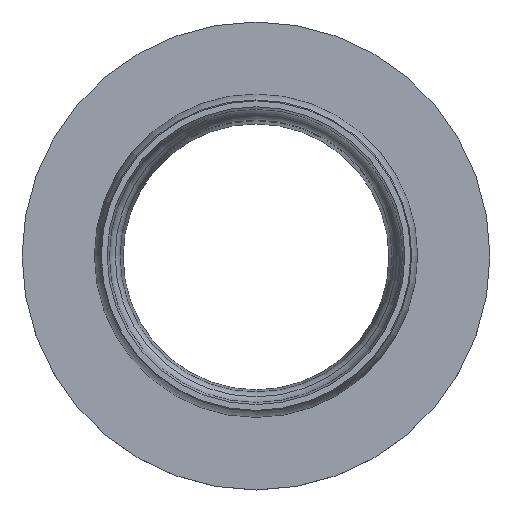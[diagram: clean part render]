
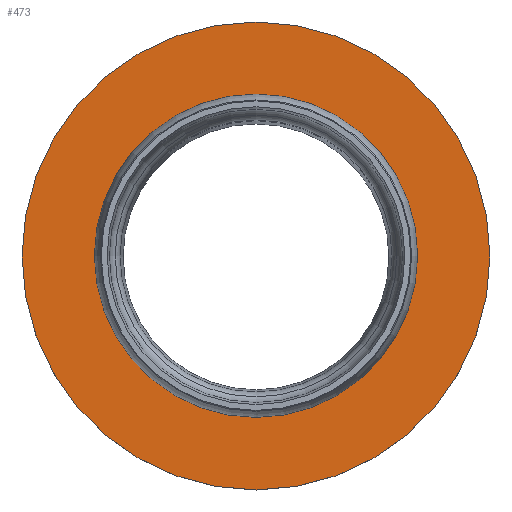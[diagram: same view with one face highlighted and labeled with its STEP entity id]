
A CAD part, top view. The second image highlights one B-rep face of the part: STEP entity #473.
In plain terms, the highlighted planar face has unit normal (0, 0, 1).
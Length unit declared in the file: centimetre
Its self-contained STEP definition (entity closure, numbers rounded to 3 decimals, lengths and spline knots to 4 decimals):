
#38=FACE_BOUND('',#109,.T.);
#45=PLANE('',#556);
#74=FACE_OUTER_BOUND('',#108,.T.);
#108=EDGE_LOOP('',(#422));
#109=EDGE_LOOP('',(#423));
#190=CIRCLE('',#551,67.5);
#193=CIRCLE('',#555,110.);
#232=VERTEX_POINT('',#861);
#235=VERTEX_POINT('',#869);
#294=EDGE_CURVE('',#232,#232,#190,.T.);
#299=EDGE_CURVE('',#235,#235,#193,.T.);
#422=ORIENTED_EDGE('',*,*,#299,.T.);
#423=ORIENTED_EDGE('',*,*,#294,.T.);
#473=ADVANCED_FACE('',(#74,#38),#45,.T.);
#551=AXIS2_PLACEMENT_3D('',#862,#714,#715);
#555=AXIS2_PLACEMENT_3D('',#871,#724,#725);
#556=AXIS2_PLACEMENT_3D('',#872,#726,#727);
#714=DIRECTION('center_axis',(0.,0.,-1.));
#715=DIRECTION('ref_axis',(1.,0.,0.));
#724=DIRECTION('center_axis',(0.,0.,1.));
#725=DIRECTION('ref_axis',(1.,0.,0.));
#726=DIRECTION('center_axis',(0.,0.,1.));
#727=DIRECTION('ref_axis',(-1.,0.,0.));
#861=CARTESIAN_POINT('',(-67.5,0.,240.));
#862=CARTESIAN_POINT('Origin',(0.,0.,
240.));
#869=CARTESIAN_POINT('',(-110.,0.,240.));
#871=CARTESIAN_POINT('Origin',(0.,0.,
240.));
#872=CARTESIAN_POINT('Origin',(0.,0.,
240.));
